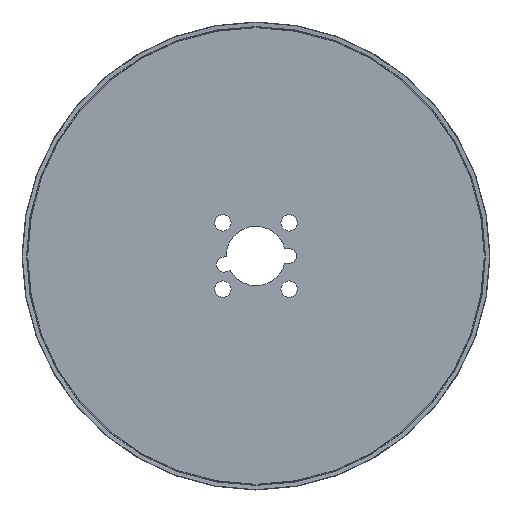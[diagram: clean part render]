
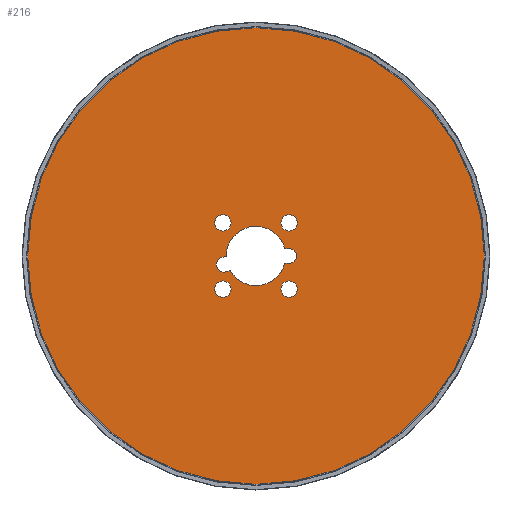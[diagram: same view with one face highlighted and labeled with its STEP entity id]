
A CAD part, top view. The second image highlights one B-rep face of the part: STEP entity #216.
In plain terms, the highlighted planar face has unit normal (0, 0, 1).
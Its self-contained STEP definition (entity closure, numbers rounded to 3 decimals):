
#83=FACE_BOUND('',#283,.T.);
#84=FACE_BOUND('',#284,.T.);
#85=FACE_BOUND('',#285,.T.);
#86=FACE_BOUND('',#286,.T.);
#87=FACE_BOUND('',#287,.T.);
#88=FACE_BOUND('',#288,.T.);
#157=CIRCLE('',#645,20.004);
#159=CIRCLE('',#649,5.);
#161=CIRCLE('',#653,20.004);
#163=CIRCLE('',#657,5.);
#164=CIRCLE('',#659,5.5);
#166=CIRCLE('',#662,5.5);
#168=CIRCLE('',#665,5.5);
#170=CIRCLE('',#668,5.5);
#172=CIRCLE('',#671,156.9);
#216=ADVANCED_FACE('',(#83,#84,#85,#86,#87,#88),#250,.F.);
#250=PLANE('',#675);
#283=EDGE_LOOP('',(#400));
#284=EDGE_LOOP('',(#401));
#285=EDGE_LOOP('',(#402));
#286=EDGE_LOOP('',(#403));
#287=EDGE_LOOP('',(#404));
#288=EDGE_LOOP('',(#405,#406,#407,#408,#409,#410,#411,#412));
#400=ORIENTED_EDGE('',*,*,#555,.F.);
#401=ORIENTED_EDGE('',*,*,#553,.T.);
#402=ORIENTED_EDGE('',*,*,#551,.T.);
#403=ORIENTED_EDGE('',*,*,#549,.T.);
#404=ORIENTED_EDGE('',*,*,#547,.T.);
#405=ORIENTED_EDGE('',*,*,#525,.F.);
#406=ORIENTED_EDGE('',*,*,#546,.T.);
#407=ORIENTED_EDGE('',*,*,#543,.F.);
#408=ORIENTED_EDGE('',*,*,#541,.T.);
#409=ORIENTED_EDGE('',*,*,#538,.T.);
#410=ORIENTED_EDGE('',*,*,#535,.T.);
#411=ORIENTED_EDGE('',*,*,#531,.F.);
#412=ORIENTED_EDGE('',*,*,#529,.T.);
#471=VERTEX_POINT('',#940);
#472=VERTEX_POINT('',#942);
#473=VERTEX_POINT('',#946);
#476=VERTEX_POINT('',#954);
#477=VERTEX_POINT('',#958);
#479=VERTEX_POINT('',#964);
#481=VERTEX_POINT('',#970);
#484=VERTEX_POINT('',#978);
#485=VERTEX_POINT('',#985);
#487=VERTEX_POINT('',#990);
#489=VERTEX_POINT('',#995);
#491=VERTEX_POINT('',#1000);
#493=VERTEX_POINT('',#1005);
#525=EDGE_CURVE('',#471,#472,#587,.T.);
#529=EDGE_CURVE('',#473,#472,#157,.T.);
#531=EDGE_CURVE('',#473,#476,#591,.T.);
#535=EDGE_CURVE('',#477,#476,#159,.T.);
#538=EDGE_CURVE('',#479,#477,#596,.T.);
#541=EDGE_CURVE('',#481,#479,#161,.T.);
#543=EDGE_CURVE('',#481,#484,#599,.T.);
#546=EDGE_CURVE('',#471,#484,#163,.T.);
#547=EDGE_CURVE('',#485,#485,#164,.T.);
#549=EDGE_CURVE('',#487,#487,#166,.T.);
#551=EDGE_CURVE('',#489,#489,#168,.T.);
#553=EDGE_CURVE('',#491,#491,#170,.T.);
#555=EDGE_CURVE('',#493,#493,#172,.T.);
#587=LINE('',#941,#603);
#591=LINE('',#953,#607);
#596=LINE('',#967,#612);
#599=LINE('',#977,#615);
#603=VECTOR('',#741,1.);
#607=VECTOR('',#753,1.);
#612=VECTOR('',#766,1.);
#615=VECTOR('',#777,1.);
#645=AXIS2_PLACEMENT_3D('',#949,#748,#749);
#649=AXIS2_PLACEMENT_3D('',#961,#760,#761);
#653=AXIS2_PLACEMENT_3D('',#973,#772,#773);
#657=AXIS2_PLACEMENT_3D('',#982,#783,#784);
#659=AXIS2_PLACEMENT_3D('',#984,#787,#788);
#662=AXIS2_PLACEMENT_3D('',#989,#793,#794);
#665=AXIS2_PLACEMENT_3D('',#994,#799,#800);
#668=AXIS2_PLACEMENT_3D('',#999,#805,#806);
#671=AXIS2_PLACEMENT_3D('',#1004,#811,#812);
#675=AXIS2_PLACEMENT_3D('',#1010,#819,#820);
#741=DIRECTION('',(-1.,0.,0.));
#748=DIRECTION('',(0.,0.,-1.));
#749=DIRECTION('',(0.,-1.,0.));
#753=DIRECTION('',(-0.966,-0.259,0.));
#760=DIRECTION('',(0.,0.,-1.));
#761=DIRECTION('',(0.,-1.,0.));
#766=DIRECTION('',(-0.966,-0.259,0.));
#772=DIRECTION('',(0.,0.,-1.));
#773=DIRECTION('',(0.,-1.,0.));
#777=DIRECTION('',(1.,0.,0.));
#783=DIRECTION('',(0.,0.,-1.));
#784=DIRECTION('',(0.,-1.,0.));
#787=DIRECTION('',(0.,0.,-1.));
#788=DIRECTION('',(0.,-1.,0.));
#793=DIRECTION('',(0.,0.,-1.));
#794=DIRECTION('',(0.,-1.,0.));
#799=DIRECTION('',(0.,0.,-1.));
#800=DIRECTION('',(0.,-1.,0.));
#805=DIRECTION('',(0.,0.,-1.));
#806=DIRECTION('',(0.,-1.,0.));
#811=DIRECTION('',(0.,0.,-1.));
#812=DIRECTION('',(0.,-1.,0.));
#819=DIRECTION('',(0.,0.,-1.));
#820=DIRECTION('',(0.,1.,0.));
#940=CARTESIAN_POINT('',(22.396,5.,0.));
#941=CARTESIAN_POINT('',(0.,5.,0.));
#942=CARTESIAN_POINT('',(19.369,5.,0.));
#946=CARTESIAN_POINT('',(-20.003,-0.183,0.));
#949=CARTESIAN_POINT('',(0.,0.,0.));
#953=CARTESIAN_POINT('',(-1.294,4.83,0.));
#954=CARTESIAN_POINT('',(-22.927,-0.967,0.));
#958=CARTESIAN_POINT('',(-20.339,-10.626,0.));
#961=CARTESIAN_POINT('',(-21.633,-5.797,0.));
#964=CARTESIAN_POINT('',(-17.415,-9.843,0.));
#967=CARTESIAN_POINT('',(-17.415,-9.843,0.));
#970=CARTESIAN_POINT('',(19.369,-5.,0.));
#973=CARTESIAN_POINT('',(0.,0.,0.));
#977=CARTESIAN_POINT('',(0.,-5.,0.));
#978=CARTESIAN_POINT('',(22.396,-5.,0.));
#982=CARTESIAN_POINT('',(22.396,0.,0.));
#984=CARTESIAN_POINT('',(22.274,-22.274,0.));
#985=CARTESIAN_POINT('',(22.274,-27.774,0.));
#989=CARTESIAN_POINT('',(-22.274,-22.274,0.));
#990=CARTESIAN_POINT('',(-22.274,-27.774,0.));
#994=CARTESIAN_POINT('',(-22.274,22.274,0.));
#995=CARTESIAN_POINT('',(-22.274,16.774,0.));
#999=CARTESIAN_POINT('',(22.274,22.274,0.));
#1000=CARTESIAN_POINT('',(22.274,16.774,0.));
#1004=CARTESIAN_POINT('',(0.,0.,0.));
#1005=CARTESIAN_POINT('',(0.,-156.9,0.));
#1010=CARTESIAN_POINT('',(0.,0.,0.));
